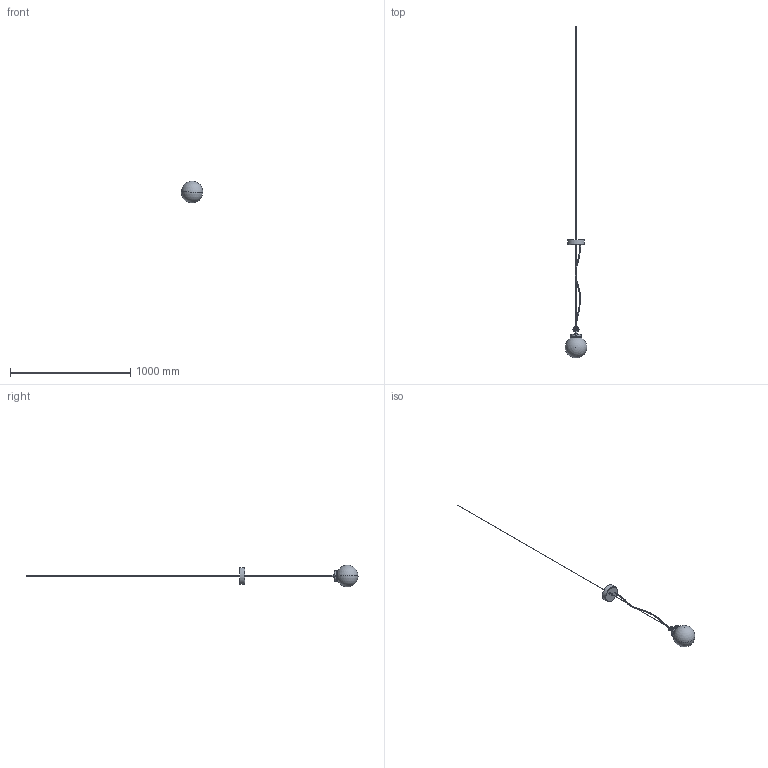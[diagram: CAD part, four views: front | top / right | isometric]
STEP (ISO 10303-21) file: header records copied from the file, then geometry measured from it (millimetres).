
FILE_DESCRIPTION (( 'STEP AP214' ), '1' );
FILE_NAME ('BAI DI DI.STEP', '2015-04-09T19:07:10', ( 'Josep Sancho' ), ( '' ), 'SwSTEP 2.0', 'SolidWorks 2010', '' );
FILE_SCHEMA (( 'AUTOMOTIVE_DESIGN' ));
Length unit declared in the file: millimetre
Products named in the file (24): 067601600000 - DIFUS CRISTAL DIAM.180; 080104000000 - CONJUNTO TAPA SUPERIOR BAI DI DI; 056201600000 - TUBO DIAM.99X19MM; 026704200000 - DISCO DIAM.63,5X2MM ALUMINIO; 080104100000 - CONJUNTO ESTRUCTURA DIFUSOR BAI DI DI; 026704500000 - DISCO DIAM.70X2MM; 059701200000 - VARILLA CHAPA 4,5X127MM 2MM ESP.; 026704400000 - DISCO DIAM.70MM EXT. DIAM.61MM INT. X 2MM ESP.; 054101200000 - TAPON EMBELLECEDOR DIAM.60X7MM; 026704600000 - DISCO DIAM.70X2MM COLISO CENTRAL; 067602400148 - DIFUS POLICARBONATO LED DIAM.60X124MM GLASEADO; 059701300000 - VARILLA M5X20MM; 061700800000 - CILINDRO CHAPA PERFORADA DIAM.32X23MM; 021602500101 - TORNILLO DIN7991 M4X10 PAVONADO; 017800400000 - MANGUERA TEXTIL 3X0,75 PVC+PVC (varios colores, curvada 0,75M.); 017600300000 - CABLE ACERO INOX DIAM.1,25 X 2,5M CON TOPE; FLORON BAI DI DI; 060701100000 - REPULSADO DIAM.140X40 ESP.1MM; 054100500000 - TAPON GRAFILADO DIAM.12X10 T2; 013100400006 - PASACABLES PVC NEGRO DIAM.17X7MM T.INTERIOR 9MM; 061900200000 - FUNDICIÓN A LA TIERRA CANCAMO 77,5MM MECANIZ. BAI; 021900400000 - ESPARRAGO DIN913 M4X4MM ACERO 12.9; 053700600148 - FIELTRO 22X210MM PVC GLASEADO; BAI DI DI
Assembly tree (30 placements, depth 3):
  BAI DI DI
    054101200000 - TAPON EMBELLECEDOR DIAM.60X7MM
    059701300000 - VARILLA M5X20MM  x4
    061700800000 - CILINDRO CHAPA PERFORADA DIAM.32X23MM
    080104100000 - CONJUNTO ESTRUCTURA DIFUSOR BAI DI DI
      026704500000 - DISCO DIAM.70X2MM
      059701200000 - VARILLA CHAPA 4,5X127MM 2MM ESP.  x4
      026704400000 - DISCO DIAM.70MM EXT. DIAM.61MM INT. X 2MM ESP.
    053700600148 - FIELTRO 22X210MM PVC GLASEADO
    FLORON BAI DI DI
      013100400006 - PASACABLES PVC NEGRO DIAM.17X7MM T.INTERIOR 9MM
      054100500000 - TAPON GRAFILADO DIAM.12X10 T2
      060701100000 - REPULSADO DIAM.140X40 ESP.1MM
    017600300000 - CABLE ACERO INOX DIAM.1,25 X 2,5M CON TOPE
    021900400000 - ESPARRAGO DIN913 M4X4MM ACERO 12.9
    061900200000 - FUNDICIÓN A LA TIERRA CANCAMO 77,5MM MECANIZ. BAI
    017800400000 - MANGUERA TEXTIL 3X0,75 PVC+PVC (varios colores, curvada 0,75M.)
    067602400148 - DIFUS POLICARBONATO LED DIAM.60X124MM GLASEADO
    067601600000 - DIFUS CRISTAL DIAM.180
    021602500101 - TORNILLO DIN7991 M4X10 PAVONADO  x2
    026704600000 - DISCO DIAM.70X2MM COLISO CENTRAL
    080104000000 - CONJUNTO TAPA SUPERIOR BAI DI DI
      026704200000 - DISCO DIAM.63,5X2MM ALUMINIO
      056201600000 - TUBO DIAM.99X19MM
Bounding box: 179.99 x 2763.08 x 180 mm (x, y, z)
Volume: 618123 mm3; surface area: 416729.3 mm2
Topology: 27 solids, 27 shells, 1061 faces, 2773 edges, 1749 vertices
Faces by surface type: bspline 452, cone 256, cylinder 160, plane 159, torus 30, sphere 4
Entity records: 74181 total; most frequent: CARTESIAN_POINT 54336, ORIENTED_EDGE 4670, EDGE_CURVE 2335, DIRECTION 2163, VERTEX_POINT 1511, B_SPLINE_CURVE_WITH_KNOTS 1466, EDGE_LOOP 1358, AXIS2_PLACEMENT_3D 858
